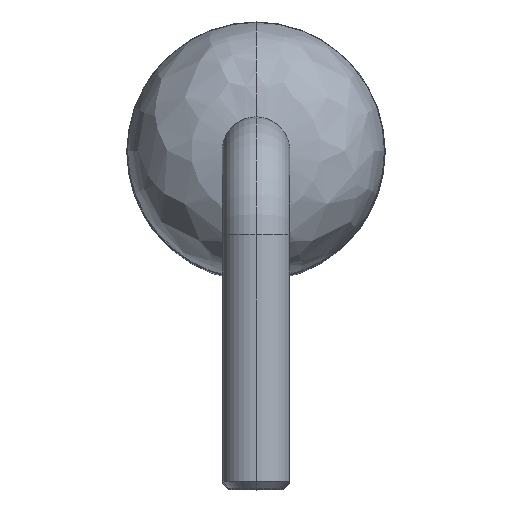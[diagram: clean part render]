
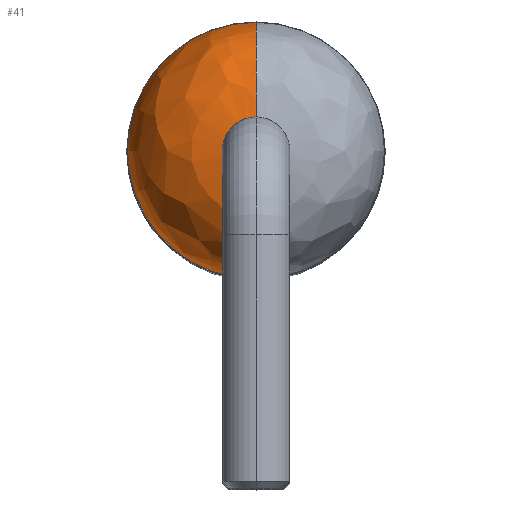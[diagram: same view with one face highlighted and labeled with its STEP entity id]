
A CAD part, top view. The second image highlights one B-rep face of the part: STEP entity #41.
In plain terms, the highlighted free-form (B-spline) face has degree [3, 3] with [4, 4] control points.
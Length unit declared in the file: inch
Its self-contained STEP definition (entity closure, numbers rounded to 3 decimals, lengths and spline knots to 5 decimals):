
#8 = EDGE_CURVE ( 'NONE', #1942, #1932, #1777, .T. ) ;
#11 = EDGE_CURVE ( 'NONE', #1966, #1942, #125, .T. ) ;
#34 = EDGE_CURVE ( 'NONE', #1966, #1935, #1767, .T. ) ;
#35 = EDGE_CURVE ( 'NONE', #1935, #1932, #137, .T. ) ;
#41 = ADVANCED_FACE ( 'NONE', ( #338 ), #894, .T. ) ;
#125 = CIRCLE ( 'NONE', #1975, 0.03804 ) ;
#137 = CIRCLE ( 'NONE', #1984, 0.01 ) ;
#338 = FACE_OUTER_BOUND ( 'NONE', #837, .T. ) ;
#468 = CARTESIAN_POINT ( 'NONE',  ( -0.02, 0.11, 0.22441 ) ) ;
#477 = CARTESIAN_POINT ( 'NONE',  ( -0.06172, 0.06914, 0.22176 ) ) ;
#478 = CARTESIAN_POINT ( 'NONE',  ( 0., 0.06914, 0.22176 ) ) ;
#479 = CARTESIAN_POINT ( 'NONE',  ( 0., 0.13711, 0.21033 ) ) ;
#480 = CARTESIAN_POINT ( 'NONE',  ( 0., 0.13804, 0.19375 ) ) ;
#481 = CARTESIAN_POINT ( 'NONE',  ( -0.07422, 0.06289, 0.21033 ) ) ;
#484 = CARTESIAN_POINT ( 'NONE',  ( -0.07609, 0.13804, 0.19375 ) ) ;
#486 = CARTESIAN_POINT ( 'NONE',  ( 0., 0.06289, 0.21033 ) ) ;
#493 = CARTESIAN_POINT ( 'NONE',  ( 0., 0.13086, 0.22176 ) ) ;
#494 = CARTESIAN_POINT ( 'NONE',  ( -0.07422, 0.13711, 0.21033 ) ) ;
#497 = CARTESIAN_POINT ( 'NONE',  ( -0.06172, 0.13086, 0.22176 ) ) ;
#499 = CARTESIAN_POINT ( 'NONE',  ( 0., 0.09, 0.22441 ) ) ;
#500 = CARTESIAN_POINT ( 'NONE',  ( -0.02, 0.09, 0.22441 ) ) ;
#502 = CARTESIAN_POINT ( 'NONE',  ( 0., 0.11, 0.22441 ) ) ;
#504 = CARTESIAN_POINT ( 'NONE',  ( 0., 0.06196, 0.19375 ) ) ;
#507 = CARTESIAN_POINT ( 'NONE',  ( -0.07609, 0.06196, 0.19375 ) ) ;
#613 = CARTESIAN_POINT ( 'NONE',  ( 0., 0.09, 0.22441 ) ) ;
#616 = CARTESIAN_POINT ( 'NONE',  ( 0., 0.11, 0.22441 ) ) ;
#623 = CARTESIAN_POINT ( 'NONE',  ( 0., 0.06196, 0.19375 ) ) ;
#633 = CARTESIAN_POINT ( 'NONE',  ( 0., 0.13804, 0.19375 ) ) ;
#674 = DIRECTION ( 'NONE',  ( -1., 0., 0. ) ) ;
#675 = DIRECTION ( 'NONE',  ( 0., 0., 1. ) ) ;
#676 = CARTESIAN_POINT ( 'NONE',  ( 0., 0.1, 0.22441 ) ) ;
#677 = CARTESIAN_POINT ( 'NONE',  ( 0., 0.11, 0.22441 ) ) ;
#678 = CARTESIAN_POINT ( 'NONE',  ( 0., 0.13086, 0.22176 ) ) ;
#679 = CARTESIAN_POINT ( 'NONE',  ( 0., 0.13711, 0.21033 ) ) ;
#681 = CARTESIAN_POINT ( 'NONE',  ( 0., 0.13804, 0.19375 ) ) ;
#837 = EDGE_LOOP ( 'NONE', ( #867, #874, #872, #869 ) ) ;
#867 = ORIENTED_EDGE ( 'NONE', *, *, #11, .T. ) ;
#869 = ORIENTED_EDGE ( 'NONE', *, *, #34, .F. ) ;
#872 = ORIENTED_EDGE ( 'NONE', *, *, #35, .F. ) ;
#874 = ORIENTED_EDGE ( 'NONE', *, *, #8, .T. ) ;
#894 =( BOUNDED_SURFACE ( )  B_SPLINE_SURFACE ( 3, 3, ( 
 ( #504, #507, #484, #480 ),
 ( #486, #481, #494, #479 ),
 ( #478, #477, #497, #493 ),
 ( #499, #500, #468, #502 ) ),
 .UNSPECIFIED., .F., .F., .F. ) 
 B_SPLINE_SURFACE_WITH_KNOTS ( ( 4, 4 ),
 ( 4, 4 ),
 ( 0.77962, 0.97215 ),
 ( 0., 1. ),
 .UNSPECIFIED. ) 
 GEOMETRIC_REPRESENTATION_ITEM ( )  RATIONAL_B_SPLINE_SURFACE ( (
 ( 1., 0.333, 0.333, 1.),
 ( 1., 0.333, 0.333, 1.),
 ( 1., 0.333, 0.333, 1.),
 ( 1., 0.333, 0.333, 1.) ) ) 
 REPRESENTATION_ITEM ( '' )  SURFACE ( )  );
#974 = CARTESIAN_POINT ( 'NONE',  ( 0., 0.06196, 0.19375 ) ) ;
#976 = CARTESIAN_POINT ( 'NONE',  ( 0., 0.06914, 0.22176 ) ) ;
#977 = CARTESIAN_POINT ( 'NONE',  ( 0., 0.06289, 0.21033 ) ) ;
#981 = CARTESIAN_POINT ( 'NONE',  ( 0., 0.09, 0.22441 ) ) ;
#992 = DIRECTION ( 'NONE',  ( -1., 0., 0. ) ) ;
#993 = DIRECTION ( 'NONE',  ( 0., 0., 1. ) ) ;
#994 = CARTESIAN_POINT ( 'NONE',  ( 0., 0.1, 0.19375 ) ) ;
#1767 = B_SPLINE_CURVE_WITH_KNOTS ( 'NONE', 3,
 ( #681, #679, #678, #677 ),
 .UNSPECIFIED., .F., .F.,
 ( 4, 4 ),
 ( 0.77962, 0.97215 ),
 .UNSPECIFIED. ) ;
#1777 = B_SPLINE_CURVE_WITH_KNOTS ( 'NONE', 3,
 ( #974, #977, #976, #981 ),
 .UNSPECIFIED., .F., .F.,
 ( 4, 4 ),
 ( 0.77962, 0.97215 ),
 .UNSPECIFIED. ) ;
#1932 = VERTEX_POINT ( 'NONE', #613 ) ;
#1935 = VERTEX_POINT ( 'NONE', #616 ) ;
#1942 = VERTEX_POINT ( 'NONE', #623 ) ;
#1966 = VERTEX_POINT ( 'NONE', #633 ) ;
#1975 = AXIS2_PLACEMENT_3D ( 'NONE', #994, #993, #992 ) ;
#1984 = AXIS2_PLACEMENT_3D ( 'NONE', #676, #675, #674 ) ;
